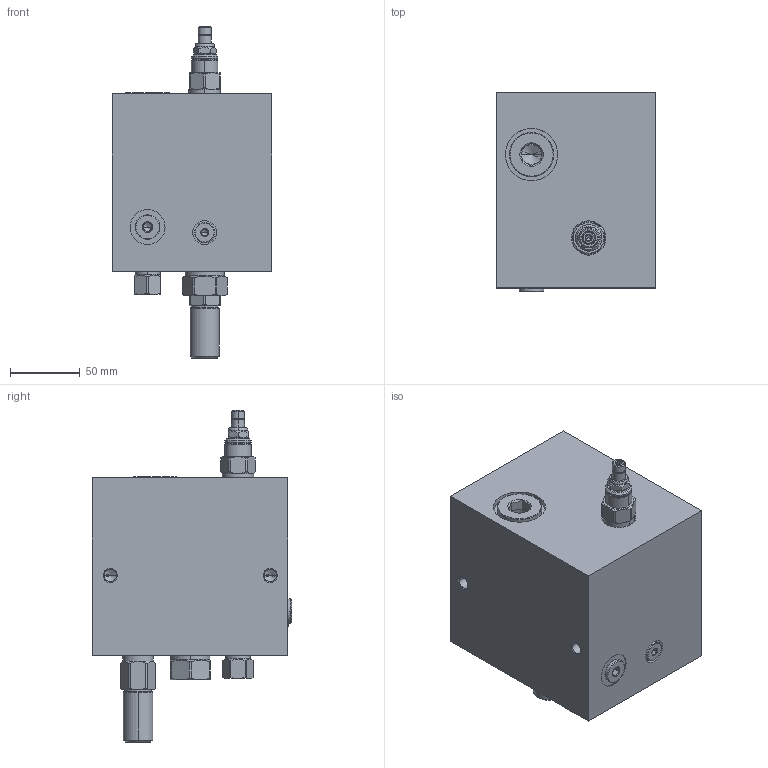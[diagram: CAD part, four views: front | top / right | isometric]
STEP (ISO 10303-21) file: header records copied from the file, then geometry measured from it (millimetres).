
FILE_DESCRIPTION((''),'2;1');
FILE_NAME('XQEJLANBL_ASM','2021-04-26T',('ProEService'),(''),'PRO/ENGINEER BY PARAMETRIC TECHNOLOGY CORPORATION, 2014200','PRO/ENGINEER BY PARAMETRIC TECHNOLOGY CORPORATION, 2014200','');
FILE_SCHEMA(('CONFIG_CONTROL_DESIGN'));
Length unit declared in the file: inch
Products named in the file (9): 154-791-004; LPBDXDN; FVDAXAN; RDDFXAN; A330-006-004; A330-006-006; QCDBLAN; A330-006-012; XQEJLANBL_ASM
Assembly tree (8 placements, depth 2):
  XQEJLANBL_ASM
    154-791-004
    LPBDXDN
    FVDAXAN
    RDDFXAN
    A330-006-004
    A330-006-006
    QCDBLAN
    A330-006-012
Bounding box: 114.3 x 142.21 x 237.24 mm (x, y, z)
Volume: 1894397.8 mm3; surface area: 199352.4 mm2
Topology: 19 solids, 20 shells, 1555 faces, 4092 edges, 2836 vertices
Faces by surface type: cylinder 596, cone 351, plane 336, torus 204, revolution 44, bspline 18, sphere 6
Entity records: 55799 total; most frequent: CARTESIAN_POINT 17247, DIRECTION 8496, ORIENTED_EDGE 7254, EDGE_CURVE 3627, AXIS2_PLACEMENT_3D 3379, VERTEX_POINT 2207, CIRCLE 1850, EDGE_LOOP 1738
